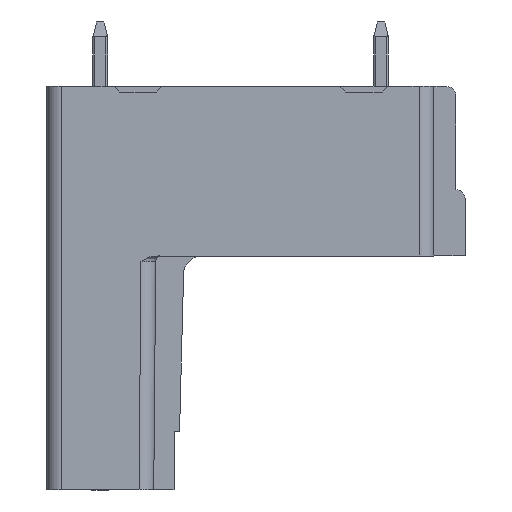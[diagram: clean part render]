
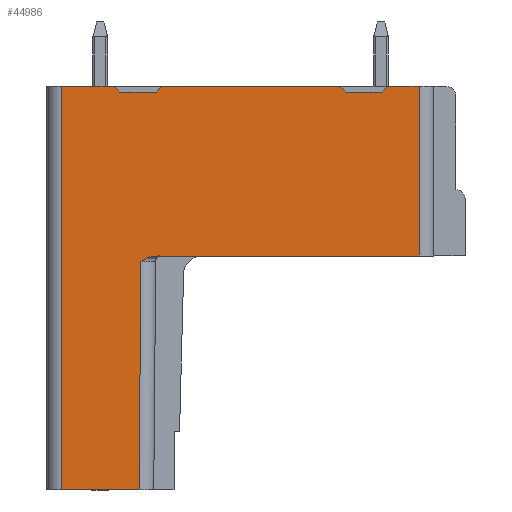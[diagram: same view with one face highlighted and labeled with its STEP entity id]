
A CAD part, left-side view. The second image highlights one B-rep face of the part: STEP entity #44986.
In plain terms, the highlighted planar face has unit normal (-1, 0, 0).
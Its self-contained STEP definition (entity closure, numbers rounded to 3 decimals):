
#713=CARTESIAN_POINT('',(-54.9,5.537,
0.));
#1893=DIRECTION('',(0.,1.,0.));
#1894=VECTOR('',#1893,2.85);
#1895=CARTESIAN_POINT('',(-54.9,7.75,9.2));
#1896=LINE('',#1895,#1894);
#6286=DIRECTION('',(0.,1.,0.));
#6287=VECTOR('',#6286,14.337);
#6288=CARTESIAN_POINT('',(-54.9,-8.8,
0.));
#6289=LINE('',#6288,#6287);
#6290=CARTESIAN_POINT('',(-54.9,5.537,
0.));
#6291=CARTESIAN_POINT('',(-54.9,5.563,
0.));
#6292=CARTESIAN_POINT('',(-54.9,5.618,
-0.002));
#6293=CARTESIAN_POINT('',(-54.9,5.71,
-0.018));
#6294=CARTESIAN_POINT('',(-54.9,5.81,
-0.046));
#6295=CARTESIAN_POINT('',(-54.9,5.918,
-0.089));
#6296=CARTESIAN_POINT('',(-54.9,6.033,
-0.146));
#6297=CARTESIAN_POINT('',(-54.9,6.157,
-0.216));
#6298=CARTESIAN_POINT('',(-54.9,6.245,
-0.271));
#6299=CARTESIAN_POINT('',(-54.9,6.292,
-0.3));
#6301=DIRECTION('',(0.,0.009,-1.));
#6302=VECTOR('',#6301,12.4);
#6303=CARTESIAN_POINT('',(-54.9,6.292,
-0.3));
#6304=LINE('',#6303,#6302);
#6305=DIRECTION('',(0.,1.,0.));
#6306=VECTOR('',#6305,4.2);
#6307=CARTESIAN_POINT('',(-54.9,6.4,-12.7));
#6308=LINE('',#6307,#6306);
#6309=DIRECTION('',(0.,-0.707,-0.707));
#6310=VECTOR('',#6309,0.424);
#6311=CARTESIAN_POINT('',(-54.9,7.75,9.2));
#6312=LINE('',#6311,#6310);
#6313=DIRECTION('',(0.,-0.707,0.707));
#6314=VECTOR('',#6313,0.424);
#6315=CARTESIAN_POINT('',(-54.9,5.45,8.9));
#6316=LINE('',#6315,#6314);
#6317=DIRECTION('',(0.,-1.,0.));
#6318=VECTOR('',#6317,9.65);
#6319=CARTESIAN_POINT('',(-54.9,5.15,9.2));
#6320=LINE('',#6319,#6318);
#6321=DIRECTION('',(0.,-0.707,-0.707));
#6322=VECTOR('',#6321,0.424);
#6323=CARTESIAN_POINT('',(-54.9,-4.5,9.2));
#6324=LINE('',#6323,#6322);
#6325=DIRECTION('',(0.,-0.707,0.707));
#6326=VECTOR('',#6325,0.424);
#6327=CARTESIAN_POINT('',(-54.9,-6.8,8.9));
#6328=LINE('',#6327,#6326);
#6329=DIRECTION('',(0.,-1.,0.));
#6330=VECTOR('',#6329,1.7);
#6331=CARTESIAN_POINT('',(-54.9,-7.1,9.2));
#6332=LINE('',#6331,#6330);
#6333=DIRECTION('',(0.,0.,-1.));
#6334=VECTOR('',#6333,9.2);
#6335=CARTESIAN_POINT('',(-54.9,-8.8,9.2));
#6336=LINE('',#6335,#6334);
#7436=DIRECTION('',(0.,1.,0.));
#7437=VECTOR('',#7436,2.);
#7438=CARTESIAN_POINT('',(-54.9,5.45,8.9));
#7439=LINE('',#7438,#7437);
#18696=DIRECTION('',(0.,0.,-1.));
#18697=VECTOR('',#18696,21.9);
#18698=CARTESIAN_POINT('',(-54.9,10.6,9.2));
#18699=LINE('',#18698,#18697);
#18832=DIRECTION('',(0.,1.,0.));
#18833=VECTOR('',#18832,2.);
#18834=CARTESIAN_POINT('',(-54.9,-6.8,8.9));
#18835=LINE('',#18834,#18833);
#29916=VERTEX_POINT('',#713);
#29917=CARTESIAN_POINT('',(-54.9,-8.8,
0.));
#29918=VERTEX_POINT('',#29917);
#30079=CARTESIAN_POINT('',(-54.9,-8.8,9.2));
#30080=VERTEX_POINT('',#30079);
#30081=CARTESIAN_POINT('',(-54.9,-7.1,9.2));
#30082=VERTEX_POINT('',#30081);
#30087=CARTESIAN_POINT('',(-54.9,-4.5,9.2));
#30088=VERTEX_POINT('',#30087);
#30089=CARTESIAN_POINT('',(-54.9,5.15,9.2));
#30090=VERTEX_POINT('',#30089);
#30099=CARTESIAN_POINT('',(-54.9,7.75,9.2));
#30100=VERTEX_POINT('',#30099);
#30101=CARTESIAN_POINT('',(-54.9,10.6,9.2));
#30102=VERTEX_POINT('',#30101);
#30182=VERTEX_POINT('',#6299);
#30183=CARTESIAN_POINT('',(-54.9,6.4,-12.7));
#30184=VERTEX_POINT('',#30183);
#30185=CARTESIAN_POINT('',(-54.9,10.6,-12.7));
#30186=VERTEX_POINT('',#30185);
#30187=CARTESIAN_POINT('',(-54.9,7.45,8.9));
#30188=VERTEX_POINT('',#30187);
#30189=CARTESIAN_POINT('',(-54.9,5.45,8.9));
#30190=VERTEX_POINT('',#30189);
#30191=CARTESIAN_POINT('',(-54.9,-4.8,8.9));
#30192=VERTEX_POINT('',#30191);
#30193=CARTESIAN_POINT('',(-54.9,-6.8,8.9));
#30194=VERTEX_POINT('',#30193);
#44954=CARTESIAN_POINT('',(-54.9,5.192,-0.3));
#44955=DIRECTION('',(-1.,0.,0.));
#44956=DIRECTION('',(0.,-1.,0.));
#44957=AXIS2_PLACEMENT_3D('',#44954,#44955,#44956);
#44958=PLANE('',#44957);
#44959=ORIENTED_EDGE('',*,*,#37230,.T.);
#44961=ORIENTED_EDGE('',*,*,#44960,.T.);
#44963=ORIENTED_EDGE('',*,*,#44962,.T.);
#44965=ORIENTED_EDGE('',*,*,#44964,.T.);
#44967=ORIENTED_EDGE('',*,*,#44966,.F.);
#44968=ORIENTED_EDGE('',*,*,#38062,.F.);
#44970=ORIENTED_EDGE('',*,*,#44969,.T.);
#44972=ORIENTED_EDGE('',*,*,#44971,.F.);
#44974=ORIENTED_EDGE('',*,*,#44973,.T.);
#44975=ORIENTED_EDGE('',*,*,#38046,.T.);
#44977=ORIENTED_EDGE('',*,*,#44976,.T.);
#44979=ORIENTED_EDGE('',*,*,#44978,.F.);
#44981=ORIENTED_EDGE('',*,*,#44980,.T.);
#44982=ORIENTED_EDGE('',*,*,#38037,.T.);
#44983=ORIENTED_EDGE('',*,*,#44947,.T.);
#44984=EDGE_LOOP('',(#44959,#44961,#44963,#44965,#44967,#44968,#44970,#44972,
#44974,#44975,#44977,#44979,#44981,#44982,#44983));
#44985=FACE_OUTER_BOUND('',#44984,.F.);
#44986=ADVANCED_FACE('',(#44985),#44958,.T.);
#6300=B_SPLINE_CURVE_WITH_KNOTS('',3,(#6290,#6291,#6292,#6293,#6294,#6295,#6296,
#6297,#6298,#6299),.UNSPECIFIED.,.F.,.F.,(4,1,1,1,1,1,1,4),(0.,
0.143,0.286,0.429,0.571,
0.714,0.857,1.),.UNSPECIFIED.);
#37230=EDGE_CURVE('',#29918,#29916,#6289,.T.);
#38037=EDGE_CURVE('',#30082,#30080,#6332,.T.);
#38046=EDGE_CURVE('',#30090,#30088,#6320,.T.);
#38062=EDGE_CURVE('',#30100,#30102,#1896,.T.);
#44947=EDGE_CURVE('',#30080,#29918,#6336,.T.);
#44960=EDGE_CURVE('',#29916,#30182,#6300,.T.);
#44962=EDGE_CURVE('',#30182,#30184,#6304,.T.);
#44964=EDGE_CURVE('',#30184,#30186,#6308,.T.);
#44966=EDGE_CURVE('',#30102,#30186,#18699,.T.);
#44969=EDGE_CURVE('',#30100,#30188,#6312,.T.);
#44971=EDGE_CURVE('',#30190,#30188,#7439,.T.);
#44973=EDGE_CURVE('',#30190,#30090,#6316,.T.);
#44976=EDGE_CURVE('',#30088,#30192,#6324,.T.);
#44978=EDGE_CURVE('',#30194,#30192,#18835,.T.);
#44980=EDGE_CURVE('',#30194,#30082,#6328,.T.);
